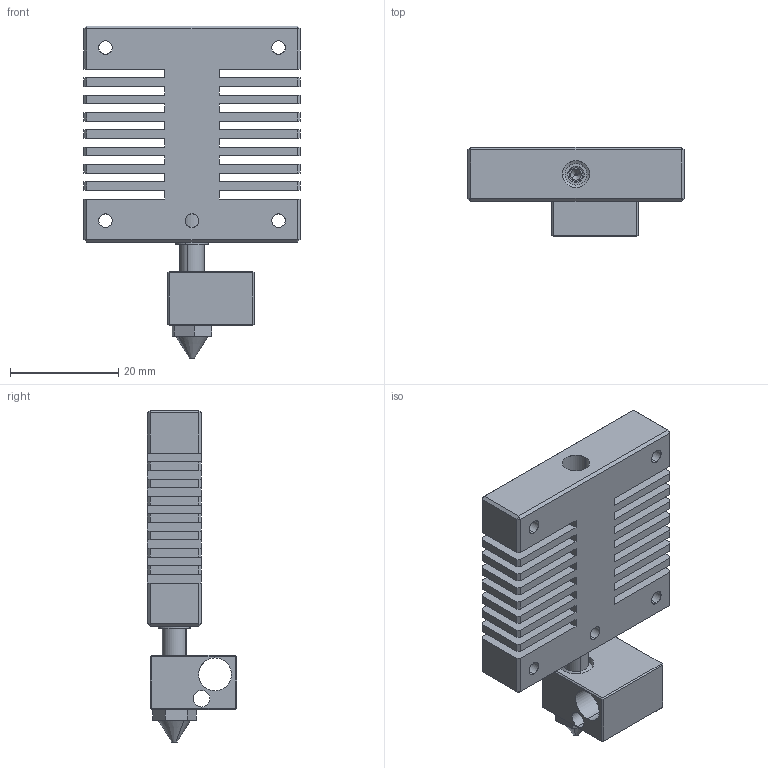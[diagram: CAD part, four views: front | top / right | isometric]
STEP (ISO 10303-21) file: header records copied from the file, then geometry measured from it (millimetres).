
FILE_DESCRIPTION (( 'STEP AP214' ), '1' );
FILE_NAME ('OE-V4.STEP', '2015-08-25T17:52:15', ( '' ), ( '' ), 'SwSTEP 2.0', 'SolidWorks 2015', '' );
FILE_SCHEMA (( 'AUTOMOTIVE_DESIGN' ));
Length unit declared in the file: millimetre
Products named in the file (9): OE-V4_bloc-chauffant; barrel-MK8-175; OE-V4_radiateur; OE-V4; OE-V4_buse-percee
Assembly tree (4 placements, depth 2):
  OE-V4_bloc-chauffant
  barrel-MK8-175
  OE-V4_radiateur
  OE-V4
    OE-V4_radiateur
    barrel-MK8-175
    OE-V4_bloc-chauffant
    OE-V4_buse-percee
  OE-V4_buse-percee
Bounding box: 40 x 16.5 x 61.39 mm (x, y, z)
Volume: 13193 mm3; surface area: 12487.8 mm2
Topology: 4 solids, 4 shells, 243 faces, 602 edges, 369 vertices
Faces by surface type: plane 161, cylinder 43, cone 39
Entity records: 7529 total; most frequent: CARTESIAN_POINT 1375, DIRECTION 1205, ORIENTED_EDGE 1204, EDGE_CURVE 602, LINE 483, VECTOR 483, VERTEX_POINT 369, AXIS2_PLACEMENT_3D 361
